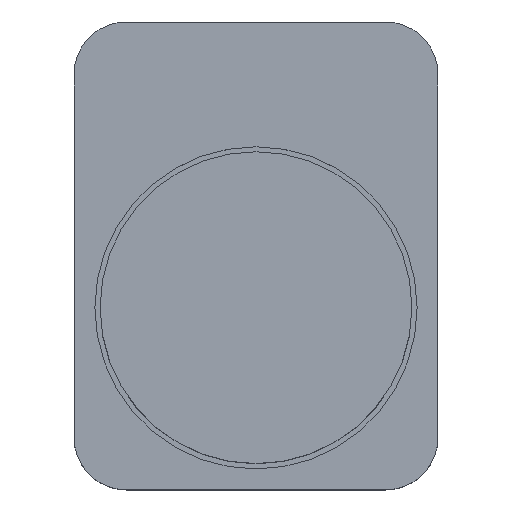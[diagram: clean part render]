
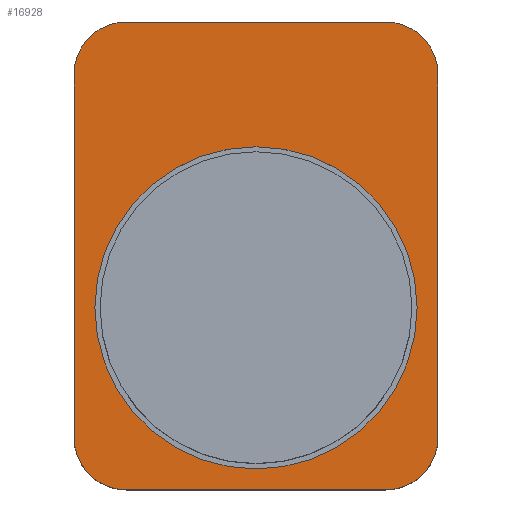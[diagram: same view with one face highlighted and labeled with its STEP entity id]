
A CAD part, top view. The second image highlights one B-rep face of the part: STEP entity #16928.
In plain terms, the highlighted planar face has unit normal (0, 0, 1).
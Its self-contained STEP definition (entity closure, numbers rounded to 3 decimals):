
#160=FACE_BOUND('',#2679,.T.);
#744=PLANE('',#18484);
#1721=FACE_OUTER_BOUND('',#2678,.T.);
#2678=EDGE_LOOP('',(#14834,#14835,#14836,#14837,#14838,#14839,#14840,#14841));
#2679=EDGE_LOOP('',(#14842));
#4349=LINE('',#27939,#6084);
#4352=LINE('',#27947,#6087);
#4355=LINE('',#27955,#6090);
#4358=LINE('',#27962,#6093);
#6084=VECTOR('',#22827,10.);
#6087=VECTOR('',#22836,10.);
#6090=VECTOR('',#22845,10.);
#6093=VECTOR('',#22854,10.);
#6742=CIRCLE('',#18471,31.);
#6743=CIRCLE('',#18473,10.);
#6744=CIRCLE('',#18476,10.);
#6745=CIRCLE('',#18479,10.);
#6746=CIRCLE('',#18482,10.);
#8151=VERTEX_POINT('',#27928);
#8152=VERTEX_POINT('',#27932);
#8153=VERTEX_POINT('',#27933);
#8154=VERTEX_POINT('',#27938);
#8155=VERTEX_POINT('',#27942);
#8156=VERTEX_POINT('',#27946);
#8157=VERTEX_POINT('',#27950);
#8158=VERTEX_POINT('',#27954);
#8159=VERTEX_POINT('',#27958);
#10406=EDGE_CURVE('',#8151,#8151,#6742,.T.);
#10407=EDGE_CURVE('',#8152,#8153,#6743,.T.);
#10410=EDGE_CURVE('',#8154,#8153,#4349,.T.);
#10412=EDGE_CURVE('',#8154,#8155,#6744,.T.);
#10414=EDGE_CURVE('',#8156,#8155,#4352,.T.);
#10416=EDGE_CURVE('',#8156,#8157,#6745,.T.);
#10418=EDGE_CURVE('',#8158,#8157,#4355,.T.);
#10420=EDGE_CURVE('',#8158,#8159,#6746,.T.);
#10422=EDGE_CURVE('',#8152,#8159,#4358,.T.);
#14834=ORIENTED_EDGE('',*,*,#10422,.F.);
#14835=ORIENTED_EDGE('',*,*,#10407,.T.);
#14836=ORIENTED_EDGE('',*,*,#10410,.F.);
#14837=ORIENTED_EDGE('',*,*,#10412,.T.);
#14838=ORIENTED_EDGE('',*,*,#10414,.F.);
#14839=ORIENTED_EDGE('',*,*,#10416,.T.);
#14840=ORIENTED_EDGE('',*,*,#10418,.F.);
#14841=ORIENTED_EDGE('',*,*,#10420,.T.);
#14842=ORIENTED_EDGE('',*,*,#10406,.T.);
#16928=ADVANCED_FACE('',(#1721,#160),#744,.T.);
#18471=AXIS2_PLACEMENT_3D('',#27930,#22817,#22818);
#18473=AXIS2_PLACEMENT_3D('',#27934,#22821,#22822);
#18476=AXIS2_PLACEMENT_3D('',#27943,#22831,#22832);
#18479=AXIS2_PLACEMENT_3D('',#27951,#22840,#22841);
#18482=AXIS2_PLACEMENT_3D('',#27959,#22849,#22850);
#18484=AXIS2_PLACEMENT_3D('',#27963,#22855,#22856);
#22817=DIRECTION('center_axis',(0.,0.,-1.));
#22818=DIRECTION('ref_axis',(1.,0.,0.));
#22821=DIRECTION('center_axis',(0.,0.,1.));
#22822=DIRECTION('ref_axis',(1.,0.,0.));
#22827=DIRECTION('',(1.,0.,0.));
#22831=DIRECTION('center_axis',(0.,0.,1.));
#22832=DIRECTION('ref_axis',(0.,1.,0.));
#22836=DIRECTION('',(0.,1.,0.));
#22840=DIRECTION('center_axis',(0.,0.,1.));
#22841=DIRECTION('ref_axis',(-1.,0.,0.));
#22845=DIRECTION('',(-1.,0.,0.));
#22849=DIRECTION('center_axis',(0.,0.,1.));
#22850=DIRECTION('ref_axis',(0.,-1.,0.));
#22854=DIRECTION('',(0.,-1.,0.));
#22855=DIRECTION('center_axis',(0.,0.,1.));
#22856=DIRECTION('ref_axis',(1.,0.,0.));
#27928=CARTESIAN_POINT('',(-31.,0.,0.));
#27930=CARTESIAN_POINT('Origin',(0.,0.,0.));
#27932=CARTESIAN_POINT('',(35.,45.,0.));
#27933=CARTESIAN_POINT('',(25.,55.,0.));
#27934=CARTESIAN_POINT('Origin',(25.,45.,0.));
#27938=CARTESIAN_POINT('',(-25.,55.,0.));
#27939=CARTESIAN_POINT('',(-25.,55.,0.));
#27942=CARTESIAN_POINT('',(-35.,45.,0.));
#27943=CARTESIAN_POINT('Origin',(-25.,45.,0.));
#27946=CARTESIAN_POINT('',(-35.,-25.,0.));
#27947=CARTESIAN_POINT('',(-35.,35.,0.));
#27950=CARTESIAN_POINT('',(-25.,-35.,0.));
#27951=CARTESIAN_POINT('Origin',(-25.,-25.,0.));
#27954=CARTESIAN_POINT('',(25.,-35.,0.));
#27955=CARTESIAN_POINT('',(25.,-35.,0.));
#27958=CARTESIAN_POINT('',(35.,-25.,0.));
#27959=CARTESIAN_POINT('Origin',(25.,-25.,0.));
#27962=CARTESIAN_POINT('',(35.,45.,0.));
#27963=CARTESIAN_POINT('Origin',(0.,10.,0.));
